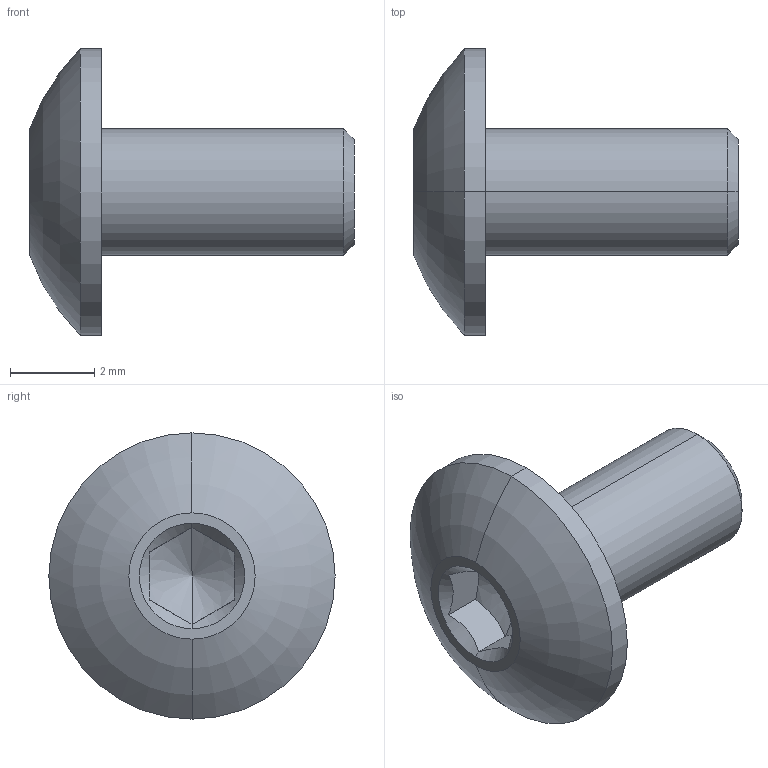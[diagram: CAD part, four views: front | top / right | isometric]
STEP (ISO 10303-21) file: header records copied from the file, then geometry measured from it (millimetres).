
FILE_DESCRIPTION (( 'STEP AP214' ), '1' );
FILE_NAME ('A63.ER5.001.006.STEP', '2023-09-19T10:35:57', ( '' ), ( '' ), 'SwSTEP 2.0', 'SolidWorks 2017', '' );
FILE_SCHEMA (( 'AUTOMOTIVE_DESIGN' ));
Length unit declared in the file: millimetre
Products named in the file (1): A63.ER5.001.006
Bounding box: 7.7 x 6.8 x 6.8 mm (x, y, z)
Volume: 82.5 mm3; surface area: 151.9 mm2
Topology: 1 solids, 1 shells, 21 faces, 46 edges, 27 vertices
Faces by surface type: plane 9, cone 6, cylinder 4, torus 2
Entity records: 662 total; most frequent: CARTESIAN_POINT 165, DIRECTION 92, ORIENTED_EDGE 88, EDGE_CURVE 44, AXIS2_PLACEMENT_3D 38, VERTEX_POINT 27, EDGE_LOOP 23, FACE_OUTER_BOUND 21
